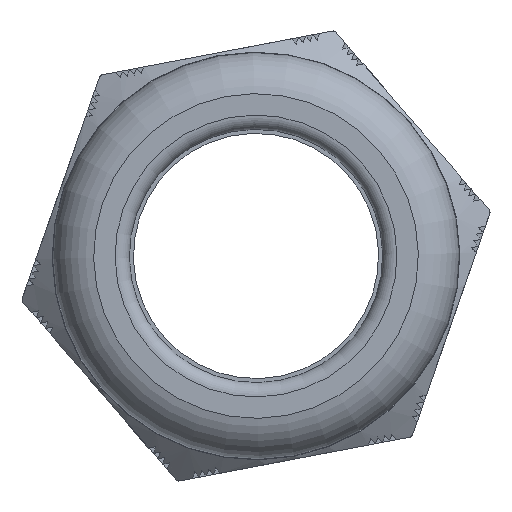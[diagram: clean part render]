
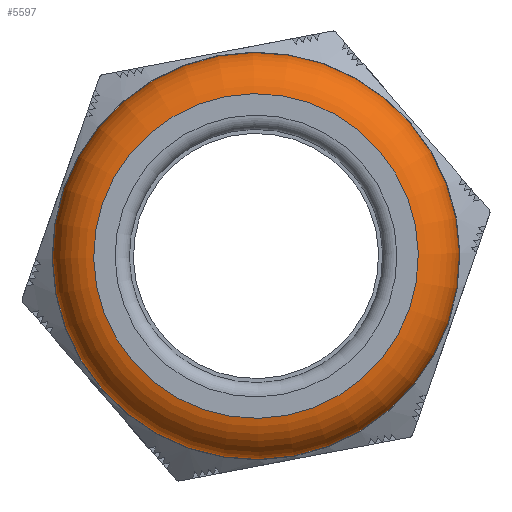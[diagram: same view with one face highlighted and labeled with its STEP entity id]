
A CAD part, left-side view. The second image highlights one B-rep face of the part: STEP entity #5597.
In plain terms, the highlighted toroidal (fillet/blend) face has major radius 10.783 mm and minor radius 3.482 mm.
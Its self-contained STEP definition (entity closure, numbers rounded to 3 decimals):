
#1413=FACE_BOUND('',#1907,.T.);
#1589=FACE_OUTER_BOUND('',#1906,.T.);
#1906=EDGE_LOOP('',(#4584));
#1907=EDGE_LOOP('',(#4585));
#2101=CIRCLE('',#5808,11.385);
#2181=CIRCLE('',#6042,14.265);
#2340=VERTEX_POINT('',#7974);
#2619=VERTEX_POINT('',#9781);
#2911=EDGE_CURVE('',#2340,#2340,#2101,.T.);
#3327=EDGE_CURVE('',#2619,#2619,#2181,.T.);
#4584=ORIENTED_EDGE('',*,*,#3327,.F.);
#4585=ORIENTED_EDGE('',*,*,#2911,.T.);
#5429=TOROIDAL_SURFACE('',#6041,10.782,3.483);
#5597=ADVANCED_FACE('',(#1589,#1413),#5429,.T.);
#5808=AXIS2_PLACEMENT_3D('',#7975,#6376,#6377);
#6041=AXIS2_PLACEMENT_3D('',#9780,#7115,#7116);
#6042=AXIS2_PLACEMENT_3D('',#9782,#7117,#7118);
#6376=DIRECTION('center_axis',(1.,0.,0.));
#6377=DIRECTION('ref_axis',(0.,0.,-1.));
#7115=DIRECTION('center_axis',(1.,0.,0.));
#7116=DIRECTION('ref_axis',(0.,0.,-1.));
#7117=DIRECTION('center_axis',(1.,0.,0.));
#7118=DIRECTION('ref_axis',(0.,0.,-1.));
#7974=CARTESIAN_POINT('',(-21.24,11.385,0.));
#7975=CARTESIAN_POINT('Origin',(-21.24,0.,0.));
#9780=CARTESIAN_POINT('Origin',(-17.81,0.,0.));
#9781=CARTESIAN_POINT('',(-17.81,14.265,0.));
#9782=CARTESIAN_POINT('Origin',(-17.81,0.,0.));
